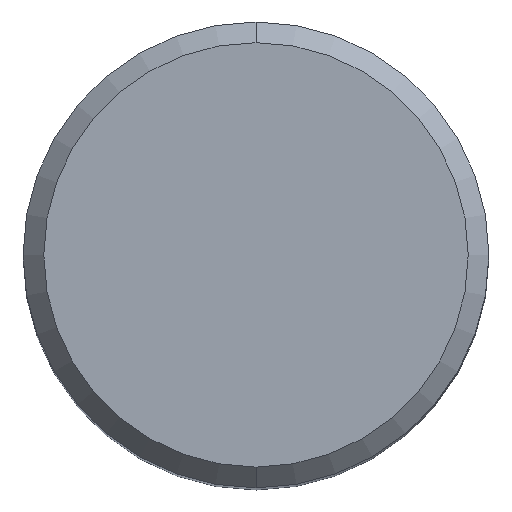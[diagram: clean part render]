
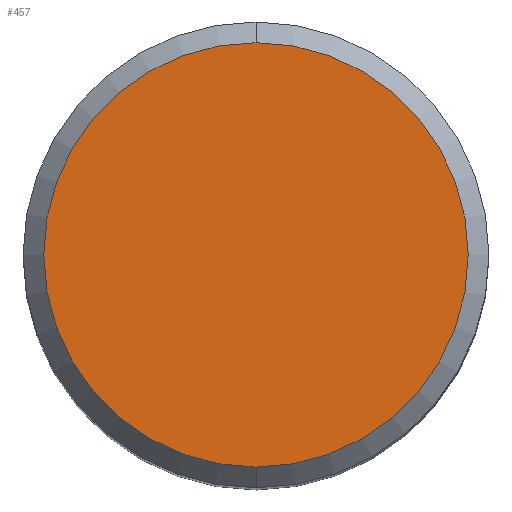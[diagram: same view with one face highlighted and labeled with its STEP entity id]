
A CAD part, top view. The second image highlights one B-rep face of the part: STEP entity #457.
In plain terms, the highlighted planar face has unit normal (0, 0, 1).
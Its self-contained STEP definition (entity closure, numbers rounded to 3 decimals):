
#405=EDGE_CURVE('',#547,#713,#927,.T.);
#409=EDGE_CURVE('',#713,#547,#931,.T.);
#457=ADVANCED_FACE('',(#982),#983,.T.);
#547=VERTEX_POINT('',#1084);
#713=VERTEX_POINT('',#1263);
#927=CIRCLE('',#3925,8.2);
#931=CIRCLE('',#3930,8.2);
#982=FACE_OUTER_BOUND('',#4035,.T.);
#983=PLANE('',#4036);
#1084=CARTESIAN_POINT('',(0.,-8.2,0.0));
#1263=CARTESIAN_POINT('',(0.0,8.2,0.0));
#3925=AXIS2_PLACEMENT_3D('',#5733,#5734,#5735);
#3930=AXIS2_PLACEMENT_3D('',#5736,#5737,#5738);
#4035=EDGE_LOOP('',(#5772,#5773));
#4036=AXIS2_PLACEMENT_3D('',#5774,#5775,#5776);
#5733=CARTESIAN_POINT('',(0.0,0.0,0.0));
#5734=DIRECTION('',(0.0,0.0,-1.0));
#5735=DIRECTION('',(0.0,1.0,0.0));
#5736=CARTESIAN_POINT('',(0.0,0.0,0.0));
#5737=DIRECTION('',(0.0,0.0,-1.0));
#5738=DIRECTION('',(0.0,1.0,0.0));
#5772=ORIENTED_EDGE('',*,*,#409,.F.);
#5773=ORIENTED_EDGE('',*,*,#405,.F.);
#5774=CARTESIAN_POINT('',(0.0,4.1,0.0));
#5775=DIRECTION('',(-0.0,0.0,1.0));
#5776=DIRECTION('',(0.0,-1.0,0.0));
